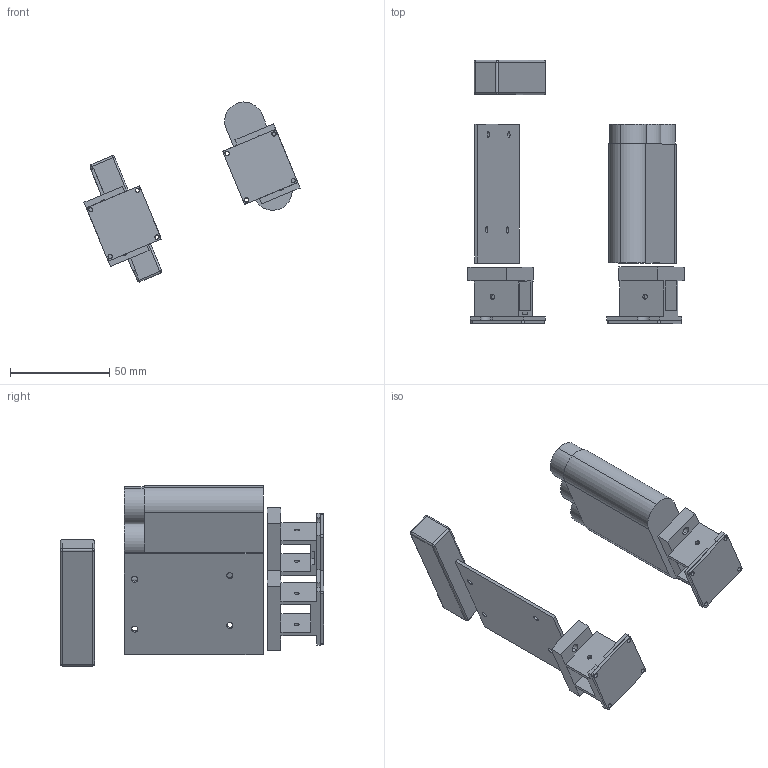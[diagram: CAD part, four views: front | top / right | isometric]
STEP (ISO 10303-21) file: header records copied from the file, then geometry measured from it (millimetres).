
FILE_DESCRIPTION(/* description */ ('VariCAD 2023-1.05 AP-214'),/* implementation_level */ '2;1');
FILE_NAME(/* name */ 'Elektronik.stp',/* time_stamp */ '2024-10-17T22:59:55+03:00',/* author */ (''),/* organization */ (''),/* preprocessor_version */ 'VariCAD 2023-1.05',/* originating_system */ 'VariCAD 2023-1.05; kernel version (20180118)',/* authorisation */ '');
FILE_SCHEMA(('AUTOMOTIVE_DESIGN'));
Length unit declared in the file: millimetre
Products named in the file (8): Elektronik; R8_camera_mounts; R19_main_battery; R20_Cover_altimax; Electronics_simplifiedRuncamPCB; R3_battery_pack
Assembly tree (7 placements, depth 2):
  Elektronik
    R8_camera_mounts
    R8_camera_mounts
    R19_main_battery
    R20_Cover_altimax
    Electronics_simplifiedRuncamPCB
    Electronics_simplifiedRuncamPCB
    R3_battery_pack
Bounding box: 108.92 x 132.9 x 90.75 mm (x, y, z)
Volume: 111868.7 mm3; surface area: 39967.8 mm2
Topology: 7 solids, 7 shells, 200 faces, 513 edges, 324 vertices
Faces by surface type: cylinder 99, plane 93, sphere 8
Entity records: 6421 total; most frequent: DIRECTION 1149, CARTESIAN_POINT 1051, ORIENTED_EDGE 1010, EDGE_CURVE 505, AXIS2_PLACEMENT_3D 422, VERTEX_POINT 324, LINE 305, VECTOR 305
